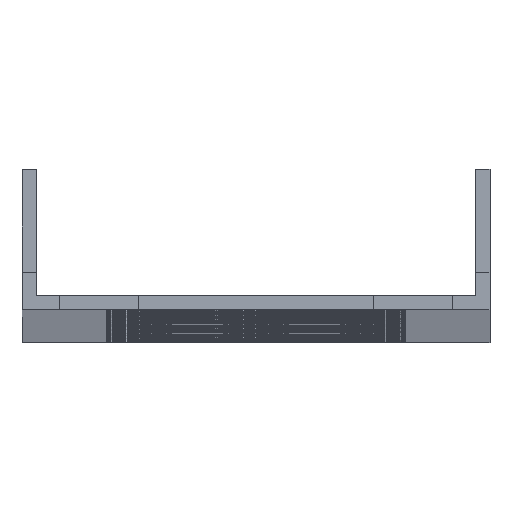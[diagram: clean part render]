
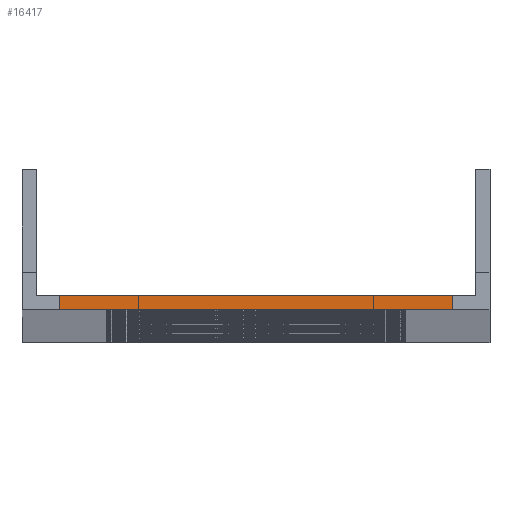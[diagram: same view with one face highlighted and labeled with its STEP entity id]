
A CAD part, top view. The second image highlights one B-rep face of the part: STEP entity #16417.
In plain terms, the highlighted planar face has unit normal (0, 0, 1).
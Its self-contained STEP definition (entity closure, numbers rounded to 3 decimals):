
#242 = EDGE_LOOP ( 'NONE', ( #10225, #16590, #8073, #3689 ) ) ;
#764 = LINE ( 'NONE', #830, #22396 ) ;
#830 = CARTESIAN_POINT ( 'NONE',  ( -21., 1.5, 2000. ) ) ;
#859 = PLANE ( 'NONE',  #10571 ) ;
#1138 = DIRECTION ( 'NONE',  ( -1., 0., 0. ) ) ;
#3198 = CARTESIAN_POINT ( 'NONE',  ( -25., 1.5, 2000. ) ) ;
#3689 = ORIENTED_EDGE ( 'NONE', *, *, #6311, .T. ) ;
#5038 = DIRECTION ( 'NONE',  ( 0., 0., 1. ) ) ;
#5138 = CARTESIAN_POINT ( 'NONE',  ( -21., 1.5, 2000. ) ) ;
#6311 = EDGE_CURVE ( 'NONE', #18172, #21497, #764, .T. ) ;
#7392 = CARTESIAN_POINT ( 'NONE',  ( 21., 1.5, 2000. ) ) ;
#8073 = ORIENTED_EDGE ( 'NONE', *, *, #9758, .T. ) ;
#9271 = EDGE_CURVE ( 'NONE', #16822, #21497, #17013, .T. ) ;
#9758 = EDGE_CURVE ( 'NONE', #22619, #18172, #18873, .T. ) ;
#10225 = ORIENTED_EDGE ( 'NONE', *, *, #9271, .F. ) ;
#10571 = AXIS2_PLACEMENT_3D ( 'NONE', #17633, #5038, #19724 ) ;
#10816 = EDGE_CURVE ( 'NONE', #16822, #22619, #26558, .T. ) ;
#11407 = VECTOR ( 'NONE', #1138, 1000. ) ;
#13390 = CARTESIAN_POINT ( 'NONE',  ( -21., 0., 2000. ) ) ;
#16417 = ADVANCED_FACE ( 'NONE', ( #17710 ), #859, .T. ) ;
#16590 = ORIENTED_EDGE ( 'NONE', *, *, #10816, .T. ) ;
#16822 = VERTEX_POINT ( 'NONE', #19047 ) ;
#17013 = LINE ( 'NONE', #17913, #11407 ) ;
#17633 = CARTESIAN_POINT ( 'NONE',  ( 23.5, 4., 2000. ) ) ;
#17710 = FACE_OUTER_BOUND ( 'NONE', #242, .T. ) ;
#17913 = CARTESIAN_POINT ( 'NONE',  ( -25., 0., 2000. ) ) ;
#18172 = VERTEX_POINT ( 'NONE', #5138 ) ;
#18853 = CARTESIAN_POINT ( 'NONE',  ( 21., 0., 2000. ) ) ;
#18873 = LINE ( 'NONE', #3198, #23139 ) ;
#19047 = CARTESIAN_POINT ( 'NONE',  ( 21., 0., 2000. ) ) ;
#19724 = DIRECTION ( 'NONE',  ( 1., 0., 0. ) ) ;
#19983 = DIRECTION ( 'NONE',  ( -1., 0., 0. ) ) ;
#20973 = VECTOR ( 'NONE', #23073, 1000. ) ;
#21497 = VERTEX_POINT ( 'NONE', #13390 ) ;
#21802 = DIRECTION ( 'NONE',  ( 0., -1., 0. ) ) ;
#22396 = VECTOR ( 'NONE', #21802, 1000. ) ;
#22619 = VERTEX_POINT ( 'NONE', #7392 ) ;
#23073 = DIRECTION ( 'NONE',  ( 0., 1., 0. ) ) ;
#23139 = VECTOR ( 'NONE', #19983, 1000. ) ;
#26558 = LINE ( 'NONE', #18853, #20973 ) ;
